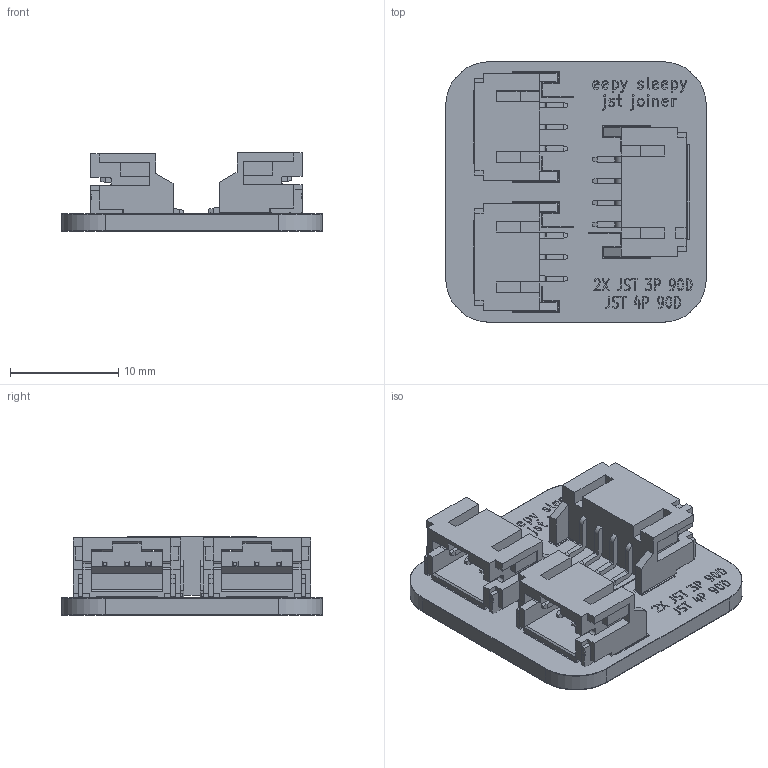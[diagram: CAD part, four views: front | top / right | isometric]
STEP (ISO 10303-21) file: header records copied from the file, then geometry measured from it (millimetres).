
FILE_DESCRIPTION(('KiCad electronic assembly'),'2;1');
FILE_NAME('merger.step','2025-06-01T03:06:35',('Pcbnew'),('Kicad'), 'Open CASCADE STEP processor 7.8','KiCad to STEP converter','Unknown' );
FILE_SCHEMA(('AUTOMOTIVE_DESIGN { 1 0 10303 214 1 1 1 1 }'));
Length unit declared in the file: millimetre
Products named in the file (7): merger 1; S3B-PH-SM4-TB(LF)(SN)--3DModel-STEP-56544; S4B-PH-SM4-TB -LF--SN---3DModel-STEP-56544; S4B-PH-SM4-TB part; merger_silkscreen; merger_soldermask; merger_PCB
Assembly tree (7 placements, depth 3):
  merger 1
    S3B-PH-SM4-TB(LF)(SN)--3DModel-STEP-56544  x2
    S4B-PH-SM4-TB -LF--SN---3DModel-STEP-56544
      S4B-PH-SM4-TB part
    merger_silkscreen
    merger_soldermask
    merger_PCB
Bounding box: 24 x 24 x 7.25 mm (x, y, z)
Volume: 1442.4 mm3; surface area: 4171.6 mm2
Topology: 20 solids, 71 shells, 651 faces, 2570 edges, 1998 vertices
Faces by surface type: plane 605, cylinder 46
Entity records: 21666 total; most frequent: CARTESIAN_POINT 4197, DIRECTION 3263, ORIENTED_EDGE 3178, EDGE_CURVE 2059, LINE 1799, VECTOR 1799, VERTEX_POINT 1666, AXIS2_PLACEMENT_3D 732
